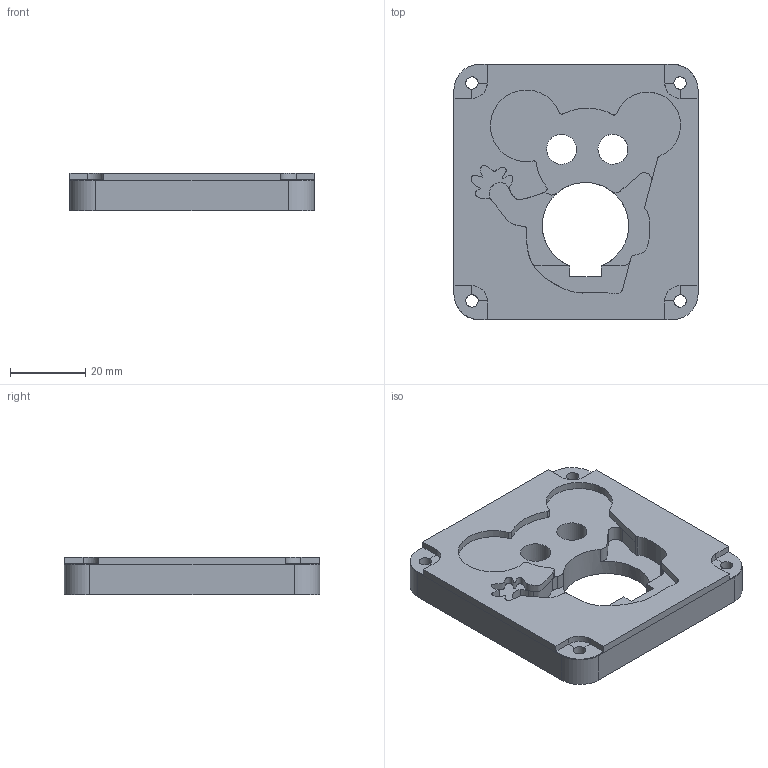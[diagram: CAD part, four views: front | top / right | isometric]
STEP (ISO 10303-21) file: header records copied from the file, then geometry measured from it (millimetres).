
FILE_DESCRIPTION(/* description */ (''),/* implementation_level */ '2;1');
FILE_NAME(/* name */ 'KOALAH~1',/* time_stamp */ '2025-05-04T17:36:14+03:00',/* author */ (''),/* organization */ (''),/* preprocessor_version */ 'ST-DEVELOPER v16.5',/* originating_system */ '',/* authorisation */ '');
FILE_SCHEMA (('CONFIG_CONTROL_DESIGN'));
Length unit declared in the file: millimetre
Products named in the file (1): Document
Bounding box: 64.95 x 68 x 10 mm (x, y, z)
Volume: 33672 mm3; surface area: 12223.7 mm2
Topology: 1 solids, 1 shells, 93 faces, 259 edges, 164 vertices
Faces by surface type: plane 41, cylinder 35, bspline 17
Full cylindrical faces by diameter (mm): 3.3 x4, 8 x2
Entity records: 6874 total; most frequent: CARTESIAN_POINT 5274, ORIENTED_EDGE 518, EDGE_CURVE 259, VERTEX_POINT 164, EDGE_LOOP 103, ADVANCED_FACE 93, FACE_OUTER_BOUND 93, DIRECTION 80
